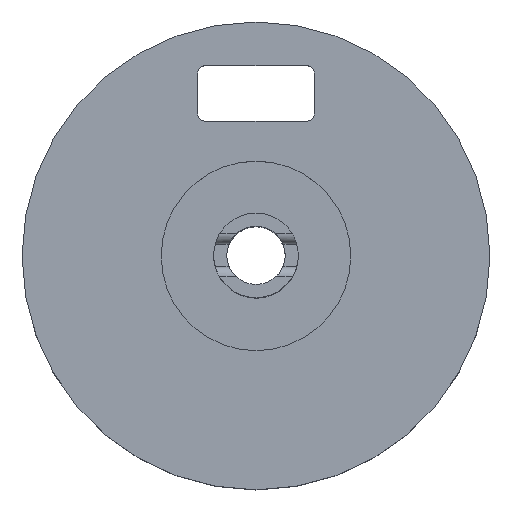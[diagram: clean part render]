
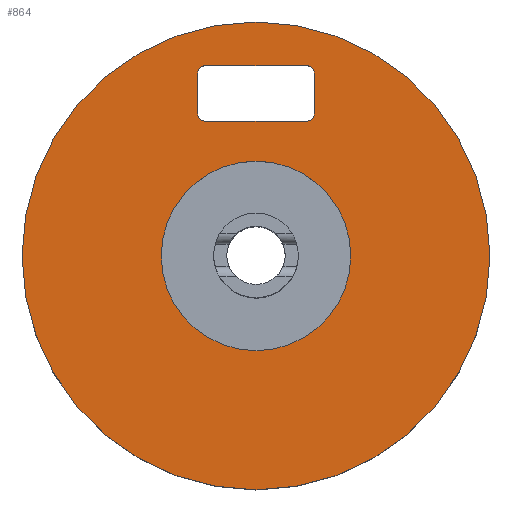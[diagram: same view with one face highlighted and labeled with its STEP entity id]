
A CAD part, top view. The second image highlights one B-rep face of the part: STEP entity #864.
In plain terms, the highlighted planar face has unit normal (0, 0, 1).
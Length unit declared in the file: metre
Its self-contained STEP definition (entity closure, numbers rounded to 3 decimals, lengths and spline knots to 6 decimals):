
#55=CIRCLE('',#933,0.0005);
#56=CIRCLE('',#936,0.0005);
#57=CIRCLE('',#939,0.0005);
#58=CIRCLE('',#942,0.0005);
#60=CIRCLE('',#945,0.0065);
#61=CIRCLE('',#948,0.01605);
#146=ORIENTED_EDGE('',*,*,#359,.F.);
#147=ORIENTED_EDGE('',*,*,#362,.F.);
#148=ORIENTED_EDGE('',*,*,#364,.F.);
#149=ORIENTED_EDGE('',*,*,#366,.F.);
#150=ORIENTED_EDGE('',*,*,#368,.F.);
#151=ORIENTED_EDGE('',*,*,#370,.T.);
#152=ORIENTED_EDGE('',*,*,#372,.F.);
#153=ORIENTED_EDGE('',*,*,#375,.T.);
#154=ORIENTED_EDGE('',*,*,#374,.F.);
#155=ORIENTED_EDGE('',*,*,#376,.T.);
#359=EDGE_CURVE('',#482,#483,#55,.T.);
#362=EDGE_CURVE('',#484,#482,#557,.T.);
#364=EDGE_CURVE('',#485,#484,#56,.T.);
#366=EDGE_CURVE('',#486,#485,#560,.T.);
#368=EDGE_CURVE('',#487,#486,#57,.T.);
#370=EDGE_CURVE('',#487,#488,#563,.T.);
#372=EDGE_CURVE('',#489,#488,#58,.T.);
#374=EDGE_CURVE('',#491,#491,#60,.T.);
#375=EDGE_CURVE('',#489,#483,#565,.T.);
#376=EDGE_CURVE('',#492,#492,#61,.T.);
#482=VERTEX_POINT('',#1330);
#483=VERTEX_POINT('',#1332);
#484=VERTEX_POINT('',#1336);
#485=VERTEX_POINT('',#1340);
#486=VERTEX_POINT('',#1344);
#487=VERTEX_POINT('',#1348);
#488=VERTEX_POINT('',#1352);
#489=VERTEX_POINT('',#1356);
#491=VERTEX_POINT('',#1362);
#492=VERTEX_POINT('',#1367);
#557=LINE('',#1337,#633);
#560=LINE('',#1345,#636);
#563=LINE('',#1353,#639);
#565=LINE('',#1364,#641);
#633=VECTOR('',#1064,1.);
#636=VECTOR('',#1073,1.);
#639=VECTOR('',#1082,1.);
#641=VECTOR('',#1096,1.);
#709=EDGE_LOOP('',(#146,#147,#148,#149,#150,#151,#152,#153));
#710=EDGE_LOOP('',(#154));
#711=EDGE_LOOP('',(#155));
#775=FACE_BOUND('',#709,.T.);
#776=FACE_BOUND('',#710,.T.);
#777=FACE_BOUND('',#711,.T.);
#828=PLANE('',#949);
#864=ADVANCED_FACE('',(#775,#776,#777),#828,.T.);
#933=AXIS2_PLACEMENT_3D('',#1331,#1058,#1059);
#936=AXIS2_PLACEMENT_3D('',#1341,#1068,#1069);
#939=AXIS2_PLACEMENT_3D('',#1349,#1077,#1078);
#942=AXIS2_PLACEMENT_3D('',#1357,#1086,#1087);
#945=AXIS2_PLACEMENT_3D('',#1361,#1092,#1093);
#948=AXIS2_PLACEMENT_3D('',#1366,#1099,#1100);
#949=AXIS2_PLACEMENT_3D('',#1368,#1101,#1102);
#1058=DIRECTION('',(0.,0.,1.));
#1059=DIRECTION('',(1.,0.,0.));
#1064=DIRECTION('',(-1.,0.,0.));
#1068=DIRECTION('',(0.,0.,1.));
#1069=DIRECTION('',(1.,0.,0.));
#1073=DIRECTION('',(0.,1.,0.));
#1077=DIRECTION('',(0.,0.,1.));
#1078=DIRECTION('',(1.,0.,0.));
#1082=DIRECTION('',(-1.,0.,0.));
#1086=DIRECTION('',(0.,0.,1.));
#1087=DIRECTION('',(1.,0.,0.));
#1092=DIRECTION('',(0.,0.,1.));
#1093=DIRECTION('',(1.,0.,0.));
#1096=DIRECTION('',(0.,1.,0.));
#1099=DIRECTION('',(0.,0.,1.));
#1100=DIRECTION('',(1.,0.,0.));
#1101=DIRECTION('',(0.,0.,1.));
#1102=DIRECTION('',(1.,0.,0.));
#1330=CARTESIAN_POINT('',(-0.0035,0.01305,0.007));
#1331=CARTESIAN_POINT('',(-0.0035,0.01255,0.007));
#1332=CARTESIAN_POINT('',(-0.004,0.01255,0.007));
#1336=CARTESIAN_POINT('',(0.0035,0.01305,0.007));
#1337=CARTESIAN_POINT('',(0.,0.01305,0.007));
#1340=CARTESIAN_POINT('',(0.004,0.01255,0.007));
#1341=CARTESIAN_POINT('',(0.0035,0.01255,0.007));
#1344=CARTESIAN_POINT('',(0.004,0.00975,0.007));
#1345=CARTESIAN_POINT('',(0.004,0.01115,0.007));
#1348=CARTESIAN_POINT('',(0.0035,0.00925,0.007));
#1349=CARTESIAN_POINT('',(0.0035,0.00975,0.007));
#1352=CARTESIAN_POINT('',(-0.0035,0.00925,0.007));
#1353=CARTESIAN_POINT('',(0.,0.00925,0.007));
#1356=CARTESIAN_POINT('',(-0.004,0.00975,0.007));
#1357=CARTESIAN_POINT('',(-0.0035,0.00975,0.007));
#1361=CARTESIAN_POINT('',(0.,0.,0.007));
#1362=CARTESIAN_POINT('',(0.0065,0.,0.007));
#1364=CARTESIAN_POINT('',(-0.004,0.01115,0.007));
#1366=CARTESIAN_POINT('',(0.,0.,0.007));
#1367=CARTESIAN_POINT('',(0.01605,0.,0.007));
#1368=CARTESIAN_POINT('',(0.,0.,0.007));
